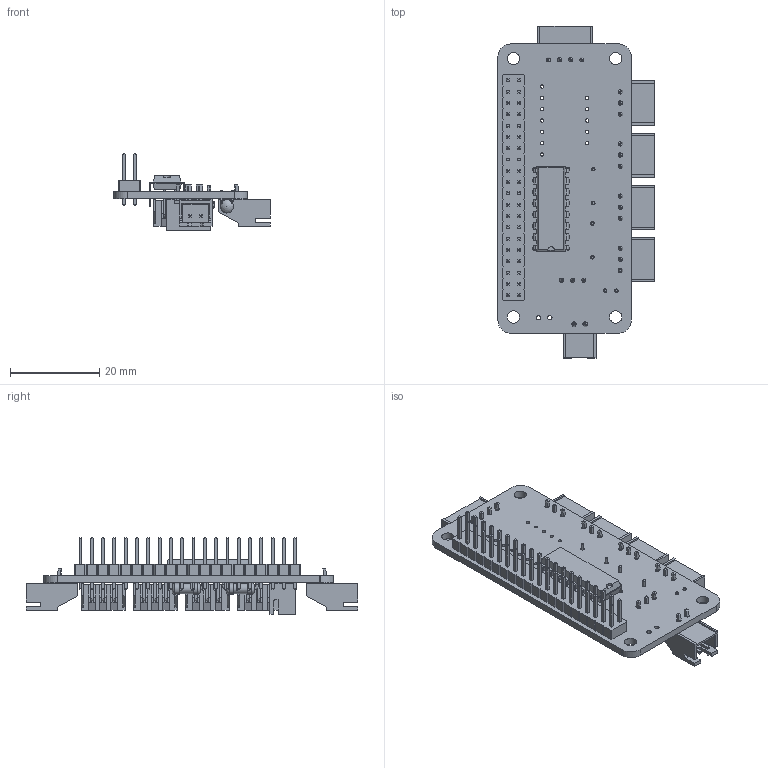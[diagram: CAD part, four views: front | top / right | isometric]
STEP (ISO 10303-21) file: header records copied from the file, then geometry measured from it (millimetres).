
FILE_DESCRIPTION(('KiCad electronic assembly'),'2;1');
FILE_NAME('TPI_v1.step','2025-02-20T00:00:34',('Pcbnew'),('Kicad'), 'Open CASCADE STEP processor 7.8','KiCad to STEP converter','Unknown' );
FILE_SCHEMA(('AUTOMOTIVE_DESIGN { 1 0 10303 214 1 1 1 1 }'));
Length unit declared in the file: millimetre
Products named in the file (18): TPI_v1 1; PinHeader_2x20_P2.54mm_Vertical; PinHeader_2x20_P254mm_Vertical; DIP-16_W7.62mm; JST_XH_S4B-XH-A-1_1x04_P2.50mm_Horizontal; JST_S4B_XH_A_1; JST_XH_S3B-XH-A-1_1x03_P2.50mm_Horizontal; JST_S3B_XH_A_1; R_Axial_DIN0207_L6.3mm_D2.5mm_P7.62mm_Horizontal; R_Axial_DIN0207_L63mm_D25mm_P762mm_Horizontal; JST_XH_S2B-XH-A-1_1x02_P2.50mm_Horizontal; JST_S2B_XH_A_1; C_Disc_D3.0mm_W1.6mm_P2.50mm; C_Disc_D30mm_W16mm_P250mm; JST_XH_B3B-XH-A_1x03_P2.50mm_Vertical; JST_B3B_XH_A; TPI_v1_PCB
Assembly tree (21 placements, depth 3):
  TPI_v1 1
    PinHeader_2x20_P2.54mm_Vertical
      PinHeader_2x20_P254mm_Vertical
    DIP-16_W7.62mm
      DIP-16_W7.62mm
    JST_XH_S4B-XH-A-1_1x04_P2.50mm_Horizontal
      JST_S4B_XH_A_1
    JST_XH_S3B-XH-A-1_1x03_P2.50mm_Horizontal  x4
      JST_S3B_XH_A_1
    R_Axial_DIN0207_L6.3mm_D2.5mm_P7.62mm_Horizontal  x2
      R_Axial_DIN0207_L63mm_D25mm_P762mm_Horizontal
    JST_XH_S2B-XH-A-1_1x02_P2.50mm_Horizontal
      JST_S2B_XH_A_1
    C_Disc_D3.0mm_W1.6mm_P2.50mm
      C_Disc_D30mm_W16mm_P250mm
    JST_XH_B3B-XH-A_1x03_P2.50mm_Vertical
      JST_B3B_XH_A
    TPI_v1_PCB
Bounding box: 35.09 x 74.56 x 17.24 mm (x, y, z)
Volume: 5789.9 mm3; surface area: 11352.6 mm2
Topology: 13 solids, 13 shells, 2220 faces, 5665 edges, 3599 vertices
Faces by surface type: plane 1962, cylinder 218, bspline 28, torus 8, revolution 2, sphere 2
Full cylindrical faces by diameter (mm): 0.5 x2, 0.6 x4, 0.762 x12, 0.8 x22, 0.95 x19, 1 x44, 2.25 x2, 2.5 x4, 2.75 x4
Entity records: 65783 total; most frequent: CARTESIAN_POINT 10178, ORIENTED_EDGE 9066, DIRECTION 8457, EDGE_CURVE 4533, LINE 4125, VECTOR 4125, VERTEX_POINT 2865, AXIS2_PLACEMENT_3D 2165
